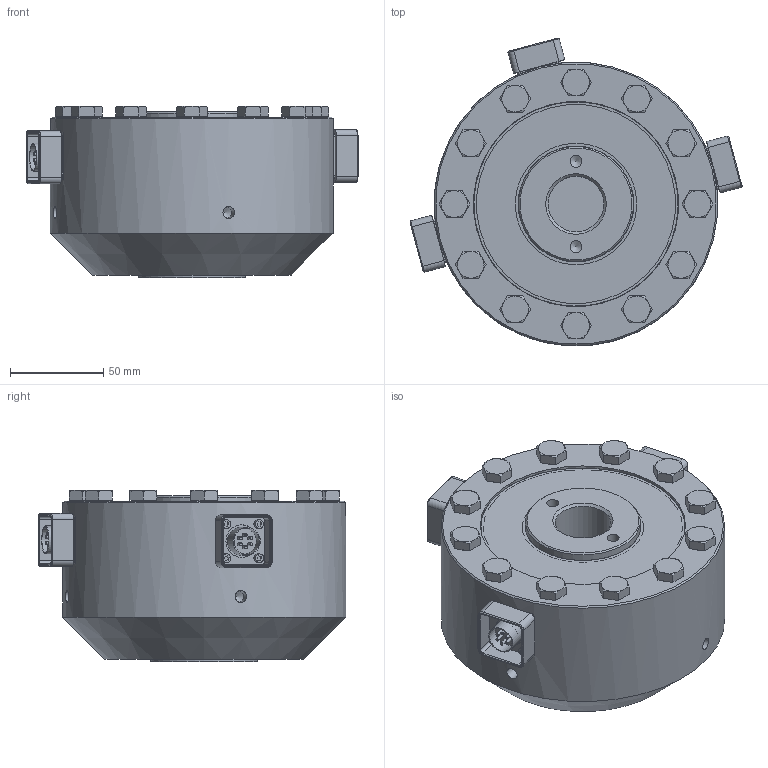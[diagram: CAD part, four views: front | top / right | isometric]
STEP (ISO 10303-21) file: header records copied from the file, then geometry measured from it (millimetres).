
FILE_DESCRIPTION((''),'2;1');
FILE_NAME('MTA505.stp','2011-02-21T12:00:43',('thomasl'),(''),'Autodesk Inventor 2011','Autodesk Inventor 2011','');
FILE_SCHEMA(('AUTOMOTIVE_DESIGN { 1 0 10303 214 1 1 1 1 }'));
Length unit declared in the file: inch
Products named in the file (2): FI1288-B (SubstituteLevelofDetail1); FI1288-B_Substitute_2
Assembly tree (1 placements, depth 2):
  FI1288-B (SubstituteLevelofDetail1)
    FI1288-B_Substitute_2
Bounding box: 177.73 x 164.76 x 91.81 mm (x, y, z)
Volume: 1193561.6 mm3; surface area: 206817.9 mm2
Topology: 1 solids, 35 shells, 846 faces, 1913 edges, 1245 vertices
Faces by surface type: plane 423, cylinder 260, cone 116, torus 44, bspline 3
Full cylindrical faces by diameter (mm): 1.524 x37, 2.385 x12, 2.845 x12, 3.175 x13, 3.302 x12, 4.648 x12, 6.35 x8, 8.382 x3, 8.565 x12, 9.525 x24, 10.312 x12, 12.859 x12, 13.97 x3, 14.554 x3, 14.986 x3, 16.002 x3, 17.475 x3, 20.244 x4, 21.209 x1, 29.713 x1, 29.766 x1, 57.15 x1, 61.519 x2, 61.9 x2, 65.024 x2, 106.68 x2, 109.474 x3, 109.855 x2, 115.57 x1, 146.812 x1
Entity records: 23252 total; most frequent: CARTESIAN_POINT 5075, DIRECTION 3664, ORIENTED_EDGE 2976, AXIS2_PLACEMENT_3D 1526, EDGE_CURVE 1488, EDGE_LOOP 1314, VERTEX_POINT 1110, STYLED_ITEM 847
